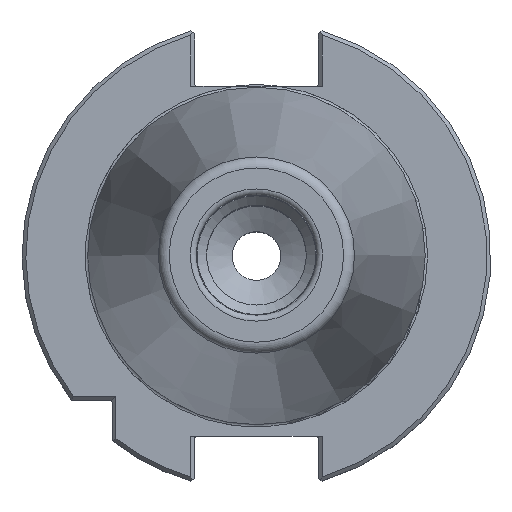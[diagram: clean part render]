
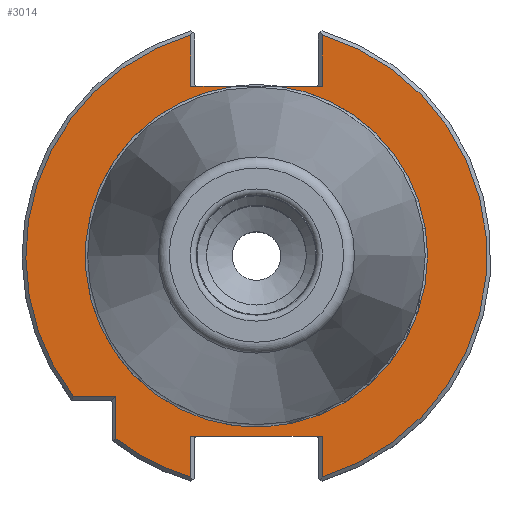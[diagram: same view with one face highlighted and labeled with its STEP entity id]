
A CAD part, top view. The second image highlights one B-rep face of the part: STEP entity #3014.
In plain terms, the highlighted planar face has unit normal (0, 0, 1).
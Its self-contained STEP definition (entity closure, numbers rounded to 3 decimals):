
#54=LINE('',#4380,#150);
#58=LINE('',#4396,#154);
#70=LINE('',#4541,#166);
#75=LINE('',#4555,#171);
#96=LINE('',#4621,#192);
#97=LINE('',#4623,#193);
#98=LINE('',#4625,#194);
#99=LINE('',#4626,#195);
#100=LINE('',#4627,#196);
#150=VECTOR('',#3620,1000.);
#154=VECTOR('',#3630,1000.);
#166=VECTOR('',#3706,1000.);
#171=VECTOR('',#3717,1000.);
#192=VECTOR('',#3776,1000.);
#193=VECTOR('',#3779,1000.);
#194=VECTOR('',#3780,1000.);
#195=VECTOR('',#3781,1000.);
#196=VECTOR('',#3782,1000.);
#382=PLANE('',#3255);
#801=ORIENTED_EDGE('',*,*,#1116,.T.);
#802=ORIENTED_EDGE('',*,*,#1192,.T.);
#803=ORIENTED_EDGE('',*,*,#1193,.F.);
#804=ORIENTED_EDGE('',*,*,#1194,.T.);
#805=ORIENTED_EDGE('',*,*,#1118,.T.);
#806=ORIENTED_EDGE('',*,*,#1162,.T.);
#807=ORIENTED_EDGE('',*,*,#1195,.F.);
#808=ORIENTED_EDGE('',*,*,#1114,.F.);
#809=ORIENTED_EDGE('',*,*,#1196,.F.);
#810=ORIENTED_EDGE('',*,*,#1155,.T.);
#811=ORIENTED_EDGE('',*,*,#1111,.T.);
#812=ORIENTED_EDGE('',*,*,#1110,.T.);
#813=ORIENTED_EDGE('',*,*,#1103,.T.);
#1103=EDGE_CURVE('',#1367,#1366,#54,.T.);
#1110=EDGE_CURVE('',#1370,#1367,#58,.T.);
#1111=EDGE_CURVE('',#1372,#1370,#1530,.T.);
#1114=EDGE_CURVE('',#1374,#1373,#1532,.T.);
#1116=EDGE_CURVE('',#1366,#1375,#1533,.T.);
#1118=EDGE_CURVE('',#1378,#1377,#1534,.T.);
#1155=EDGE_CURVE('',#1401,#1372,#70,.T.);
#1162=EDGE_CURVE('',#1377,#1406,#75,.T.);
#1192=EDGE_CURVE('',#1375,#1424,#96,.T.);
#1193=EDGE_CURVE('',#1425,#1424,#97,.T.);
#1194=EDGE_CURVE('',#1425,#1378,#98,.T.);
#1195=EDGE_CURVE('',#1373,#1406,#99,.T.);
#1196=EDGE_CURVE('',#1401,#1374,#100,.T.);
#1366=VERTEX_POINT('',#4379);
#1367=VERTEX_POINT('',#4381);
#1370=VERTEX_POINT('',#4392);
#1372=VERTEX_POINT('',#4399);
#1373=VERTEX_POINT('',#4406);
#1374=VERTEX_POINT('',#4407);
#1375=VERTEX_POINT('',#4414);
#1377=VERTEX_POINT('',#4422);
#1378=VERTEX_POINT('',#4424);
#1401=VERTEX_POINT('',#4542);
#1406=VERTEX_POINT('',#4554);
#1424=VERTEX_POINT('',#4620);
#1425=VERTEX_POINT('',#4624);
#1530=CIRCLE('',#3202,47.95);
#1532=CIRCLE('',#3205,35.591);
#1533=CIRCLE('',#3207,47.95);
#1534=CIRCLE('',#3209,47.95);
#1706=EDGE_LOOP('',(#801,#802,#803,#804,#805,#806,#807,#808,#809,#810,#811,
#812,#813));
#1900=FACE_BOUND('',#1706,.T.);
#3014=ADVANCED_FACE('',(#1900),#382,.T.);
#3202=AXIS2_PLACEMENT_3D('',#4398,#3633,#3634);
#3205=AXIS2_PLACEMENT_3D('',#4408,#3639,#3640);
#3207=AXIS2_PLACEMENT_3D('',#4415,#3643,#3644);
#3209=AXIS2_PLACEMENT_3D('',#4423,#3647,#3648);
#3255=AXIS2_PLACEMENT_3D('',#4622,#3777,#3778);
#3620=DIRECTION('',(0.,-1.,0.));
#3630=DIRECTION('',(1.,0.,0.));
#3633=DIRECTION('',(0.,0.,1.));
#3634=DIRECTION('',(1.,0.,0.));
#3639=DIRECTION('',(0.,0.,1.));
#3640=DIRECTION('',(1.,0.,0.));
#3643=DIRECTION('',(0.,0.,1.));
#3644=DIRECTION('',(1.,0.,0.));
#3647=DIRECTION('',(0.,0.,1.));
#3648=DIRECTION('',(1.,0.,0.));
#3706=DIRECTION('',(0.,1.,0.));
#3717=DIRECTION('',(0.,-1.,0.));
#3776=DIRECTION('',(0.,1.,0.));
#3777=DIRECTION('',(0.,0.,1.));
#3778=DIRECTION('',(1.,0.,0.));
#3779=DIRECTION('',(-1.,0.,0.));
#3780=DIRECTION('',(0.,-1.,0.));
#3781=DIRECTION('',(1.,0.,0.));
#3782=DIRECTION('',(1.,0.,0.));
#4379=CARTESIAN_POINT('',(-29.2,-38.034,-3.2));
#4380=CARTESIAN_POINT('',(-29.2,-38.616,-3.2));
#4381=CARTESIAN_POINT('',(-29.2,-29.2,-3.2));
#4392=CARTESIAN_POINT('',(-38.034,-29.2,-3.2));
#4396=CARTESIAN_POINT('',(-30.,-29.2,-3.2));
#4398=CARTESIAN_POINT('',(0.,0.,-3.2));
#4399=CARTESIAN_POINT('',(-13.65,45.966,-3.2));
#4406=CARTESIAN_POINT('',(4.543,35.3,-3.2));
#4407=CARTESIAN_POINT('',(-4.543,35.3,-3.2));
#4408=CARTESIAN_POINT('',(0.,0.,-3.2));
#4414=CARTESIAN_POINT('',(-13.65,-45.966,-3.2));
#4415=CARTESIAN_POINT('',(0.,0.,-3.2));
#4422=CARTESIAN_POINT('',(13.65,45.966,-3.2));
#4423=CARTESIAN_POINT('',(0.,0.,-3.2));
#4424=CARTESIAN_POINT('',(13.65,-45.966,-3.2));
#4541=CARTESIAN_POINT('',(-13.65,47.181,-3.2));
#4542=CARTESIAN_POINT('',(-13.65,35.3,-3.2));
#4554=CARTESIAN_POINT('',(13.65,35.3,-3.2));
#4555=CARTESIAN_POINT('',(13.65,35.3,-3.2));
#4620=CARTESIAN_POINT('',(-13.65,-37.5,-3.2));
#4621=CARTESIAN_POINT('',(-13.65,-37.5,-3.2));
#4622=CARTESIAN_POINT('',(35.591,0.,-3.2));
#4623=CARTESIAN_POINT('',(12.85,-37.5,-3.2));
#4624=CARTESIAN_POINT('',(13.65,-37.5,-3.2));
#4625=CARTESIAN_POINT('',(13.65,-47.181,-3.2));
#4626=CARTESIAN_POINT('',(-12.85,35.3,-3.2));
#4627=CARTESIAN_POINT('',(-12.85,35.3,-3.2));
